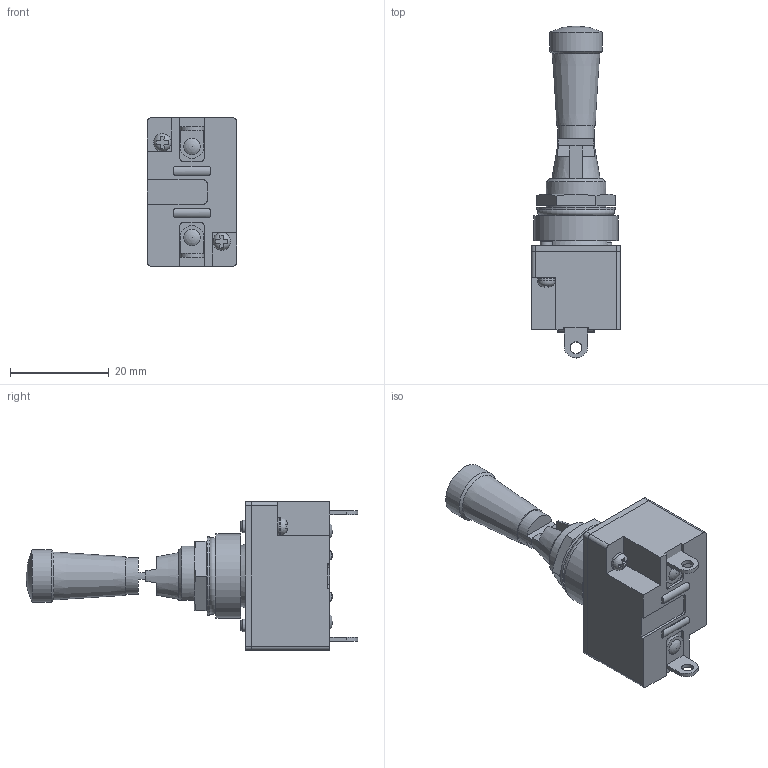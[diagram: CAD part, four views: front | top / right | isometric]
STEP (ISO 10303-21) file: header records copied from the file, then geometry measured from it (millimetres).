
FILE_DESCRIPTION(/* description */ ('STEP AP214'),/* implementation_level */ '2;1');
FILE_NAME(/* name */ 'S1AL',/* time_stamp */ '2025-09-24T12:33:26+02:00',/* author */ ('License CC BY-ND 4.0'),/* organization */ ('CADENAS'),/* preprocessor_version */ 'ST-DEVELOPER v19.3',/* originating_system */ 'PARTsolutions',/* authorisation */ ' ');
FILE_SCHEMA (('AUTOMOTIVE_DESIGN {1 0 10303 214 3 1 1}'));
Length unit declared in the file: inch
Products named in the file (9): S1AL; SMC_body1-body; SMC_plate13; S1AL_bat; Lockwasher; AT537; AT503M; SMC_trmnls1-terminals; M2.5x7.5
Assembly tree (9 placements, depth 2):
  S1AL
    SMC_body1-body
    SMC_plate13
    S1AL_bat
    Lockwasher
    AT537
    AT503M
    SMC_trmnls1-terminals
    M2.5x7.5  x2
Bounding box: 18.01 x 67.08 x 30 mm (x, y, z)
Volume: 12053.1 mm3; surface area: 7500.7 mm2
Topology: 9 solids, 9 shells, 303 faces, 812 edges, 535 vertices
Faces by surface type: plane 176, cylinder 103, cone 16, torus 5, sphere 3
Full cylindrical faces by diameter (mm): 1.524 x2, 2.388 x2, 2.5 x4, 3.556 x2, 7.391 x1, 7.518 x1, 10.106 x1, 10.693 x1, 12 x1, 15.799 x1, 16.993 x1
Entity records: 8740 total; most frequent: CARTESIAN_POINT 1659, DIRECTION 1428, ORIENTED_EDGE 1404, EDGE_CURVE 702, AXIS2_PLACEMENT_3D 503, VERTEX_POINT 478, LINE 422, VECTOR 422
